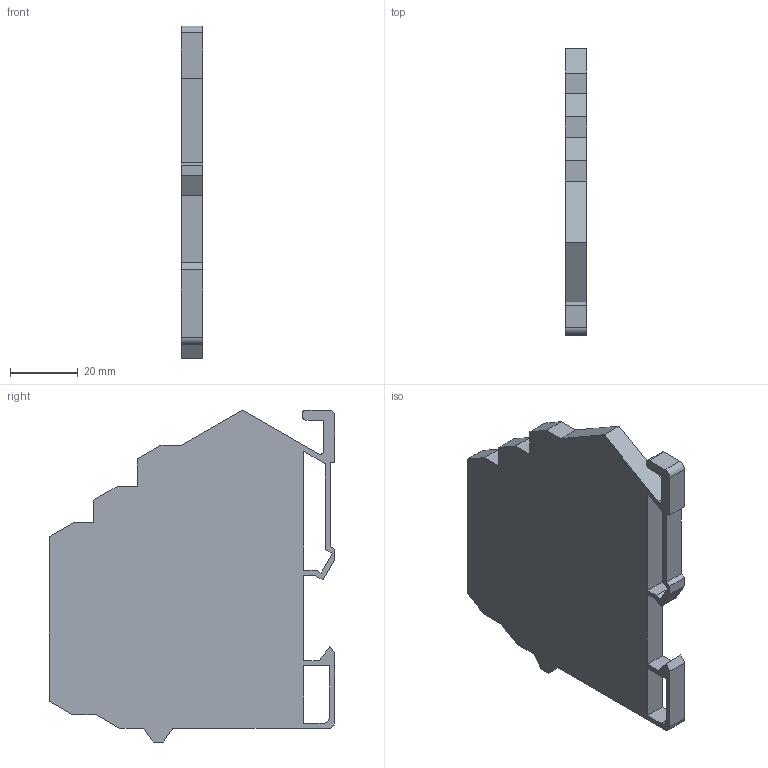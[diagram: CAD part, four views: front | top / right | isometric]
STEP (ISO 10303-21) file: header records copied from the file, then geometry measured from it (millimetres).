
FILE_DESCRIPTION((''),'2;1');
FILE_NAME('PI6-1P.stp','2015-07-13T16:42:30',('CAD Station'),(''),'Autodesk Inventor 2013','Autodesk Inventor 2013','');
FILE_SCHEMA(('CONFIG_CONTROL_DESIGN'));
Length unit declared in the file: millimetre
Products named in the file (1): PI6
Bounding box: 6.2 x 84.23 x 97.8 mm (x, y, z)
Volume: 37753 mm3; surface area: 15398.2 mm2
Topology: 1 solids, 1 shells, 55 faces, 159 edges, 106 vertices
Faces by surface type: plane 49, cylinder 6
Entity records: 1819 total; most frequent: CARTESIAN_POINT 321, ORIENTED_EDGE 318, DIRECTION 283, EDGE_CURVE 159, VECTOR 147, LINE 147, VERTEX_POINT 106, AXIS2_PLACEMENT_3D 68
